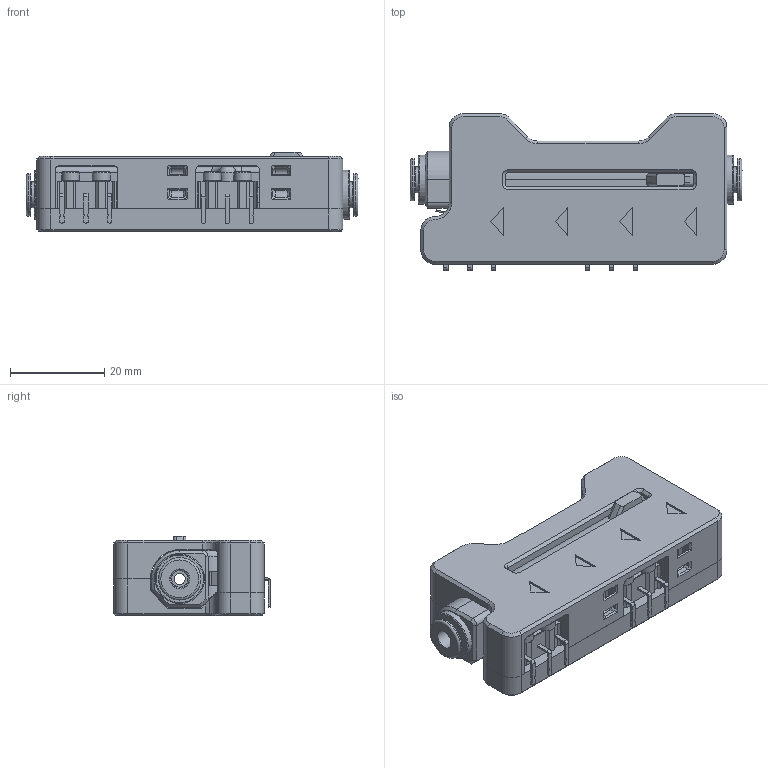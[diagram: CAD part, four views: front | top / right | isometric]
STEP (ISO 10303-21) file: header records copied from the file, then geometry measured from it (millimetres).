
FILE_DESCRIPTION(/* description */ ('','CAx-IF Rec.Pracs.---Representation and Presentation of Product Manufacturing Information (PMI)---4.0---2014-10-13'),/* implementation_level */ '2;1');
FILE_NAME(/* name */ 'TN_Assembled.step',/* time_stamp */ '2025-01-18T15:53:49-06:00',/* author */ (''),/* organization */ (''),/* preprocessor_version */ 'ST-DEVELOPER v20',/* originating_system */ 'Autodesk Translation Framework v13.20.0.188',/* authorisation */ '');
FILE_SCHEMA (('AP242_MANAGED_MODEL_BASED_3D_ENGINEERING_MIM_LF { 1 0 10303 442 1 1 4 }'));
Products named in the file (32): DummyNeck; TN; Electronics; D2F-L_Right_Angled v1; D2F_Bottom^D2F-L_Right_Angled; D2F_Top^D2F-L_Right_Angled; D2F_Button^D2F-L_Right_Angled; D2F_Hinge^D2F-L_Right_Angled; D2F_Pin_Angled^D2F-L_Right_Angled; D2F-L_Left_Angled v1; D2F_Bottom^D2F-L_Left_Angled; D2F_Top^D2F-L_Left_Angled; D2F_Button^D2F-L_Left_Angled; D2F_Hinge^D2F-L_Left_Angled; D2F_Pin_Angled^D2F-L_Left_Angled; Hardware; M3 Threaded Insert; 91290A113_NO THREADS_Alloy Steel Socket Head Screw; ECAS Bowden Collet_1; Plunger; Collet Body; Seal Retainer; Grab Ring; ECAS Bowden Collet_1_1; Plunger_1; Collet Body_1; Seal Retainer_1; Grab Ring_1; M2x10 STS; lid; Frame; Slide
Assembly tree (46 placements, depth 5):
  DummyNeck
    TN
      Electronics
        D2F-L_Right_Angled v1
          D2F_Bottom^D2F-L_Right_Angled
          D2F_Top^D2F-L_Right_Angled
          D2F_Button^D2F-L_Right_Angled
          D2F_Pin_Angled^D2F-L_Right_Angled  x4
          D2F_Hinge^D2F-L_Right_Angled
        D2F-L_Left_Angled v1
          D2F_Bottom^D2F-L_Left_Angled
          D2F_Top^D2F-L_Left_Angled
          D2F_Button^D2F-L_Left_Angled
          D2F_Pin_Angled^D2F-L_Left_Angled  x4
          D2F_Hinge^D2F-L_Left_Angled
      Hardware
        M3 Threaded Insert  x4
        91290A113_NO THREADS_Alloy Steel Socket Head Screw  x4
        ECAS Bowden Collet_1
          Plunger
          Collet Body
          Seal Retainer
          Grab Ring
        ECAS Bowden Collet_1_1
          Plunger_1
          Collet Body_1
          Seal Retainer_1
          Grab Ring_1
        M2x10 STS  x4
      lid
      Frame
      Slide
Bounding box: 70.4 x 33.2 x 16.8 mm (x, y, z)
Volume: 23537.5 mm3; surface area: 21136.3 mm2
Topology: 39 solids, 39 shells, 2352 faces, 6191 edges, 3944 vertices
Faces by surface type: plane 941, cylinder 687, bspline 439, cone 164, torus 81, sphere 40
Full cylindrical faces by diameter (mm): 1.28 x40, 1.65 x4, 2 x2, 2.2 x36, 2.35 x1, 2.9 x4, 3 x4, 3.35 x4, 3.8 x4, 4 x2, 4.2 x4, 4.25 x4, 4.3 x2, 4.6 x4, 4.65 x4, 5.5 x8, 6 x4, 6.3 x3, 6.5 x3, 6.8 x2, 7.7 x2, 8 x6, 8.47 x2, 9 x2, 10.45 x2
Entity records: 57335 total; most frequent: CARTESIAN_POINT 16069, ORIENTED_EDGE 8610, DIRECTION 8307, EDGE_CURVE 4305, AXIS2_PLACEMENT_3D 2950, VERTEX_POINT 2726, LINE 2407, VECTOR 2407
